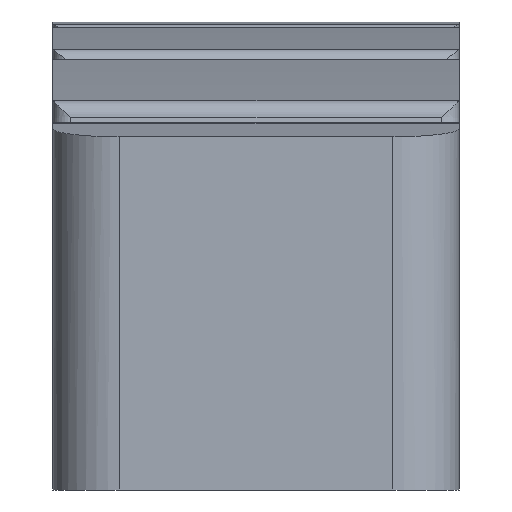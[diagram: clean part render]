
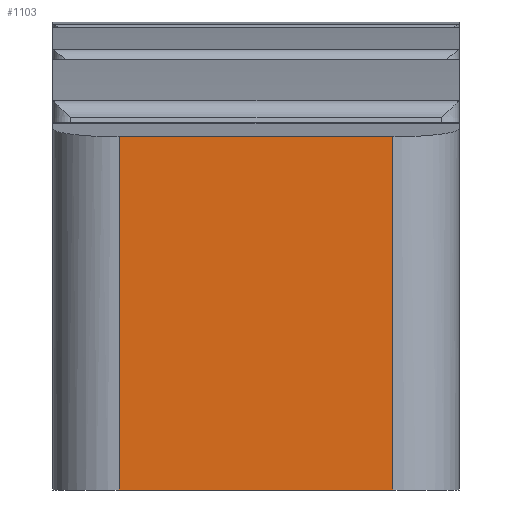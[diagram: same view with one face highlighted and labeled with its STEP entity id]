
A CAD part, left-side view. The second image highlights one B-rep face of the part: STEP entity #1103.
In plain terms, the highlighted planar face has unit normal (-1, 0, 0).
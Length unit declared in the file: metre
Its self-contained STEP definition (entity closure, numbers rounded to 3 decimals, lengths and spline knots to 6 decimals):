
#12=PLANE('',#1227);
#60=LINE('',#1926,#103);
#61=LINE('',#1933,#104);
#62=LINE('',#1935,#105);
#63=LINE('',#1937,#106);
#103=VECTOR('',#1456,1.);
#104=VECTOR('',#1459,1.);
#105=VECTOR('',#1460,1.);
#106=VECTOR('',#1461,1.);
#289=ORIENTED_EDGE('',*,*,#637,.T.);
#290=ORIENTED_EDGE('',*,*,#639,.T.);
#291=ORIENTED_EDGE('',*,*,#640,.F.);
#292=ORIENTED_EDGE('',*,*,#641,.T.);
#637=EDGE_CURVE('',#809,#808,#60,.T.);
#639=EDGE_CURVE('',#808,#810,#61,.F.);
#640=EDGE_CURVE('',#811,#810,#62,.T.);
#641=EDGE_CURVE('',#811,#809,#63,.T.);
#808=VERTEX_POINT('',#1925);
#809=VERTEX_POINT('',#1927);
#810=VERTEX_POINT('',#1934);
#811=VERTEX_POINT('',#1936);
#949=EDGE_LOOP('',(#289,#290,#291,#292));
#1014=FACE_BOUND('',#949,.T.);
#1103=ADVANCED_FACE('',(#1014),#12,.T.);
#1227=AXIS2_PLACEMENT_3D('',#1932,#1457,#1458);
#1456=DIRECTION('',(0.,1.,0.));
#1457=DIRECTION('',(-1.,0.,0.));
#1458=DIRECTION('',(0.,0.,1.));
#1459=DIRECTION('',(0.,0.,1.));
#1460=DIRECTION('',(0.,1.,0.));
#1461=DIRECTION('',(0.,0.,1.));
#1925=CARTESIAN_POINT('',(0.,-0.00075,0.004));
#1926=CARTESIAN_POINT('',(0.,-0.0046,0.004));
#1927=CARTESIAN_POINT('',(0.,-0.00385,0.004));
#1932=CARTESIAN_POINT('',(0.,-0.0046,0.002));
#1933=CARTESIAN_POINT('',(0.,-0.00075,0.));
#1934=CARTESIAN_POINT('',(0.,-0.00075,0.));
#1935=CARTESIAN_POINT('',(0.,-0.0046,0.));
#1936=CARTESIAN_POINT('',(0.,-0.00385,0.));
#1937=CARTESIAN_POINT('',(0.,-0.00385,0.002));
